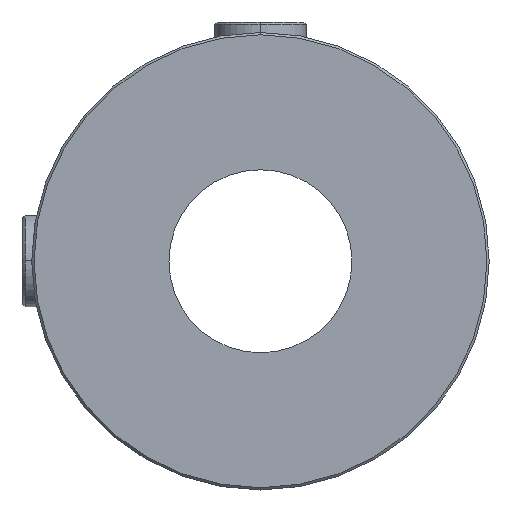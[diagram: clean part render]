
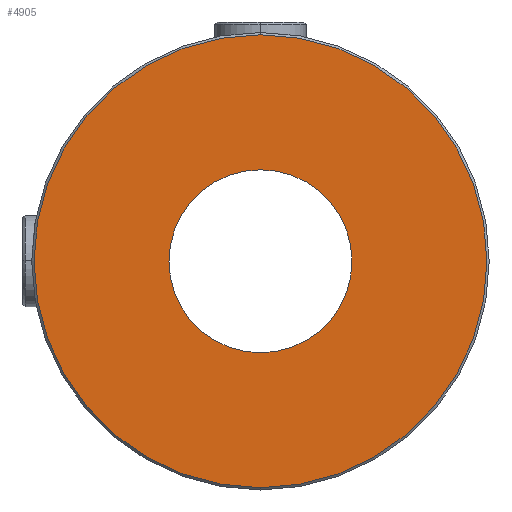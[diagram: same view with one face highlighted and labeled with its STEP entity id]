
A CAD part, left-side view. The second image highlights one B-rep face of the part: STEP entity #4905.
In plain terms, the highlighted planar face has unit normal (-1, 0, 0).
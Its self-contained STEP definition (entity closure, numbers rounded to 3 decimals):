
#244 = CARTESIAN_POINT ( 'NONE',  ( 0., 4., 0. ) ) ;
#719 = CARTESIAN_POINT ( 'NONE',  ( 0., 0., -9.9 ) ) ;
#942 = DIRECTION ( 'NONE',  ( -1., 0., 0. ) ) ;
#1019 = AXIS2_PLACEMENT_3D ( 'NONE', #244, #942, #2716 ) ;
#1287 = CIRCLE ( 'NONE', #5534, 4. ) ;
#1356 = CARTESIAN_POINT ( 'NONE',  ( 0., 0., 9.9 ) ) ;
#1468 = FACE_OUTER_BOUND ( 'NONE', #1792, .T. ) ;
#1583 = DIRECTION ( 'NONE',  ( 1., 0., 0. ) ) ;
#1586 = CARTESIAN_POINT ( 'NONE',  ( 0., 0., 0. ) ) ;
#1722 = CARTESIAN_POINT ( 'NONE',  ( 0., 0., -4. ) ) ;
#1727 = EDGE_CURVE ( 'NONE', #3284, #7499, #2322, .T. ) ;
#1792 = EDGE_LOOP ( 'NONE', ( #2307, #4146 ) ) ;
#1925 = EDGE_CURVE ( 'NONE', #7499, #3284, #1287, .T. ) ;
#1939 = ORIENTED_EDGE ( 'NONE', *, *, #1925, .T. ) ;
#2307 = ORIENTED_EDGE ( 'NONE', *, *, #7717, .T. ) ;
#2322 = CIRCLE ( 'NONE', #5022, 4. ) ;
#2521 = EDGE_LOOP ( 'NONE', ( #1939, #3526 ) ) ;
#2544 = CIRCLE ( 'NONE', #6660, 9.9 ) ;
#2716 = DIRECTION ( 'NONE',  ( 0., 0., 1. ) ) ;
#3284 = VERTEX_POINT ( 'NONE', #7562 ) ;
#3512 = DIRECTION ( 'NONE',  ( 0., 0., -1. ) ) ;
#3526 = ORIENTED_EDGE ( 'NONE', *, *, #1727, .T. ) ;
#3589 = DIRECTION ( 'NONE',  ( 1., 0., 0. ) ) ;
#3919 = PLANE ( 'NONE',  #1019 ) ;
#4146 = ORIENTED_EDGE ( 'NONE', *, *, #7792, .T. ) ;
#4693 = DIRECTION ( 'NONE',  ( -1., 0., 0. ) ) ;
#4905 = ADVANCED_FACE ( 'NONE', ( #1468, #6471 ), #3919, .T. ) ;
#5022 = AXIS2_PLACEMENT_3D ( 'NONE', #7674, #1583, #3512 ) ;
#5106 = VERTEX_POINT ( 'NONE', #719 ) ;
#5534 = AXIS2_PLACEMENT_3D ( 'NONE', #6016, #3589, #6176 ) ;
#5744 = CIRCLE ( 'NONE', #7171, 9.9 ) ;
#5946 = DIRECTION ( 'NONE',  ( 0., 0., 1. ) ) ;
#6016 = CARTESIAN_POINT ( 'NONE',  ( 0., 0., 0. ) ) ;
#6176 = DIRECTION ( 'NONE',  ( 0., 0., -1. ) ) ;
#6471 = FACE_BOUND ( 'NONE', #2521, .T. ) ;
#6537 = CARTESIAN_POINT ( 'NONE',  ( 0., 0., 0. ) ) ;
#6660 = AXIS2_PLACEMENT_3D ( 'NONE', #1586, #4693, #7190 ) ;
#7069 = DIRECTION ( 'NONE',  ( -1., 0., 0. ) ) ;
#7121 = VERTEX_POINT ( 'NONE', #1356 ) ;
#7171 = AXIS2_PLACEMENT_3D ( 'NONE', #6537, #7069, #5946 ) ;
#7190 = DIRECTION ( 'NONE',  ( 0., 0., 1. ) ) ;
#7499 = VERTEX_POINT ( 'NONE', #1722 ) ;
#7562 = CARTESIAN_POINT ( 'NONE',  ( 0., 0., 4. ) ) ;
#7674 = CARTESIAN_POINT ( 'NONE',  ( 0., 0., 0. ) ) ;
#7717 = EDGE_CURVE ( 'NONE', #5106, #7121, #5744, .T. ) ;
#7792 = EDGE_CURVE ( 'NONE', #7121, #5106, #2544, .T. ) ;
